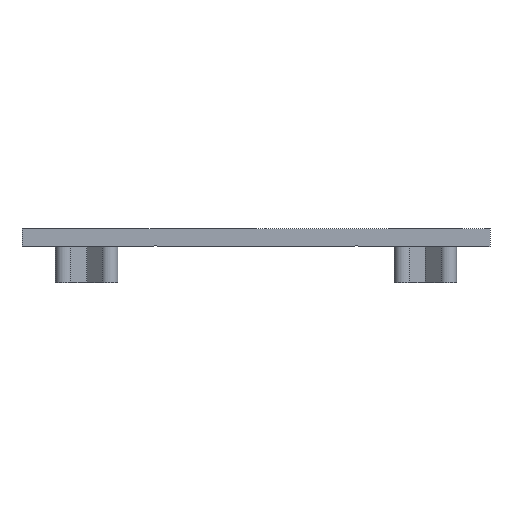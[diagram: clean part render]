
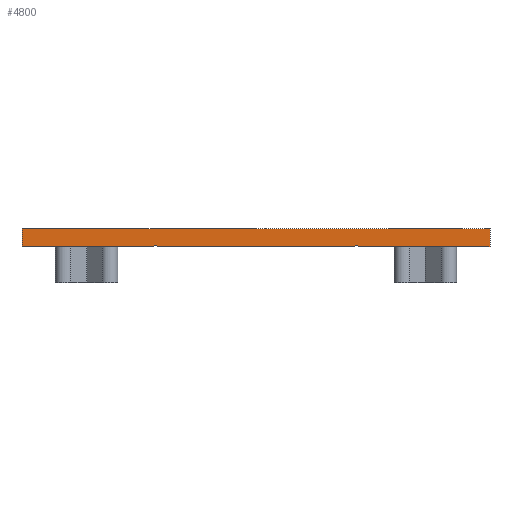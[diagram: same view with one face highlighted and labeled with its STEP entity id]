
A CAD part, left-side view. The second image highlights one B-rep face of the part: STEP entity #4800.
In plain terms, the highlighted planar face has unit normal (-1, 0, 0).
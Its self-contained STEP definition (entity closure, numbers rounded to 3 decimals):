
#18 = VECTOR ( 'NONE', #5147, 1000. ) ;
#97 = CARTESIAN_POINT ( 'NONE',  ( -13., -13., 0. ) ) ;
#310 = LINE ( 'NONE', #6069, #1396 ) ;
#370 = ORIENTED_EDGE ( 'NONE', *, *, #8816, .T. ) ;
#435 = VERTEX_POINT ( 'NONE', #7502 ) ;
#601 = VERTEX_POINT ( 'NONE', #2783 ) ;
#609 = CARTESIAN_POINT ( 'NONE',  ( -13., 5.6, 0.078 ) ) ;
#725 = CARTESIAN_POINT ( 'NONE',  ( -13., -13., 1. ) ) ;
#1160 = CARTESIAN_POINT ( 'NONE',  ( -13., 5.829, 0. ) ) ;
#1221 = EDGE_LOOP ( 'NONE', ( #5705, #7983, #11517, #4020, #12295, #4266, #12424, #6032, #5033, #370 ) ) ;
#1348 = VERTEX_POINT ( 'NONE', #10928 ) ;
#1396 = VECTOR ( 'NONE', #12701, 1000. ) ;
#1485 = CARTESIAN_POINT ( 'NONE',  ( -13., -5.829, 0. ) ) ;
#1676 = DIRECTION ( 'NONE',  ( 1., 0., 0. ) ) ;
#2069 = EDGE_CURVE ( 'NONE', #6172, #435, #10744, .T. ) ;
#2654 = LINE ( 'NONE', #725, #8611 ) ;
#2783 = CARTESIAN_POINT ( 'NONE',  ( -13., 5.371, 0. ) ) ;
#3047 = LINE ( 'NONE', #5506, #4631 ) ;
#3092 = DIRECTION ( 'NONE',  ( 0., -1., 0. ) ) ;
#3205 = EDGE_CURVE ( 'NONE', #9038, #1348, #12064, .T. ) ;
#3950 = DIRECTION ( 'NONE',  ( 0., 0.947, -0.321 ) ) ;
#4020 = ORIENTED_EDGE ( 'NONE', *, *, #10336, .F. ) ;
#4109 = CARTESIAN_POINT ( 'NONE',  ( -13., -13., 1. ) ) ;
#4266 = ORIENTED_EDGE ( 'NONE', *, *, #3205, .T. ) ;
#4276 = LINE ( 'NONE', #609, #8536 ) ;
#4631 = VECTOR ( 'NONE', #5468, 1000. ) ;
#4800 = ADVANCED_FACE ( 'NONE', ( #5932 ), #11516, .F. ) ;
#4954 = VERTEX_POINT ( 'NONE', #7597 ) ;
#5033 = ORIENTED_EDGE ( 'NONE', *, *, #12197, .F. ) ;
#5147 = DIRECTION ( 'NONE',  ( 0., -1., 0. ) ) ;
#5272 = LINE ( 'NONE', #97, #18 ) ;
#5326 = EDGE_CURVE ( 'NONE', #435, #7890, #5451, .T. ) ;
#5359 = VERTEX_POINT ( 'NONE', #6168 ) ;
#5451 = LINE ( 'NONE', #8564, #9229 ) ;
#5468 = DIRECTION ( 'NONE',  ( 0., -1., 0. ) ) ;
#5506 = CARTESIAN_POINT ( 'NONE',  ( -13., -13., 0. ) ) ;
#5557 = VERTEX_POINT ( 'NONE', #7978 ) ;
#5562 = DIRECTION ( 'NONE',  ( 0., 0., -1. ) ) ;
#5705 = ORIENTED_EDGE ( 'NONE', *, *, #5326, .F. ) ;
#5724 = DIRECTION ( 'NONE',  ( 0., 0., -1. ) ) ;
#5932 = FACE_OUTER_BOUND ( 'NONE', #1221, .T. ) ;
#6032 = ORIENTED_EDGE ( 'NONE', *, *, #10879, .F. ) ;
#6033 = CARTESIAN_POINT ( 'NONE',  ( -13., -5.371, 0. ) ) ;
#6069 = CARTESIAN_POINT ( 'NONE',  ( -13., -13., 1. ) ) ;
#6094 = VERTEX_POINT ( 'NONE', #4109 ) ;
#6168 = CARTESIAN_POINT ( 'NONE',  ( -13., 5.829, 0. ) ) ;
#6172 = VERTEX_POINT ( 'NONE', #9889 ) ;
#6460 = VECTOR ( 'NONE', #8105, 1000. ) ;
#7454 = DIRECTION ( 'NONE',  ( 0., 0.947, 0.321 ) ) ;
#7502 = CARTESIAN_POINT ( 'NONE',  ( -13., -5.6, 0.078 ) ) ;
#7597 = CARTESIAN_POINT ( 'NONE',  ( -13., -13., 0. ) ) ;
#7890 = VERTEX_POINT ( 'NONE', #6033 ) ;
#7978 = CARTESIAN_POINT ( 'NONE',  ( -13., 5.6, 0.078 ) ) ;
#7983 = ORIENTED_EDGE ( 'NONE', *, *, #2069, .F. ) ;
#8042 = CARTESIAN_POINT ( 'NONE',  ( -13., -13., 0. ) ) ;
#8105 = DIRECTION ( 'NONE',  ( 0., 0., -1. ) ) ;
#8369 = AXIS2_PLACEMENT_3D ( 'NONE', #11424, #1676, #5724 ) ;
#8536 = VECTOR ( 'NONE', #10541, 1000. ) ;
#8564 = CARTESIAN_POINT ( 'NONE',  ( -13., -5.6, 0.078 ) ) ;
#8611 = VECTOR ( 'NONE', #5562, 1000. ) ;
#8816 = EDGE_CURVE ( 'NONE', #601, #7890, #5272, .T. ) ;
#9038 = VERTEX_POINT ( 'NONE', #12247 ) ;
#9229 = VECTOR ( 'NONE', #10536, 1000. ) ;
#9664 = VECTOR ( 'NONE', #7454, 1000. ) ;
#9889 = CARTESIAN_POINT ( 'NONE',  ( -13., -5.829, 0. ) ) ;
#10336 = EDGE_CURVE ( 'NONE', #6094, #4954, #2654, .T. ) ;
#10405 = VECTOR ( 'NONE', #3092, 1000. ) ;
#10536 = DIRECTION ( 'NONE',  ( 0., 0.947, -0.321 ) ) ;
#10541 = DIRECTION ( 'NONE',  ( 0., 0.947, 0.321 ) ) ;
#10744 = LINE ( 'NONE', #1485, #9664 ) ;
#10873 = EDGE_CURVE ( 'NONE', #9038, #6094, #310, .T. ) ;
#10879 = EDGE_CURVE ( 'NONE', #5557, #5359, #12263, .T. ) ;
#10928 = CARTESIAN_POINT ( 'NONE',  ( -13., 13., 0. ) ) ;
#11048 = VECTOR ( 'NONE', #3950, 1000. ) ;
#11162 = LINE ( 'NONE', #8042, #10405 ) ;
#11424 = CARTESIAN_POINT ( 'NONE',  ( -13., -13., 1. ) ) ;
#11455 = EDGE_CURVE ( 'NONE', #1348, #5359, #11162, .T. ) ;
#11516 = PLANE ( 'NONE',  #8369 ) ;
#11517 = ORIENTED_EDGE ( 'NONE', *, *, #11724, .T. ) ;
#11724 = EDGE_CURVE ( 'NONE', #6172, #4954, #3047, .T. ) ;
#11978 = CARTESIAN_POINT ( 'NONE',  ( -13., 13., 1. ) ) ;
#12064 = LINE ( 'NONE', #11978, #6460 ) ;
#12197 = EDGE_CURVE ( 'NONE', #601, #5557, #4276, .T. ) ;
#12247 = CARTESIAN_POINT ( 'NONE',  ( -13., 13., 1. ) ) ;
#12263 = LINE ( 'NONE', #1160, #11048 ) ;
#12295 = ORIENTED_EDGE ( 'NONE', *, *, #10873, .F. ) ;
#12424 = ORIENTED_EDGE ( 'NONE', *, *, #11455, .T. ) ;
#12701 = DIRECTION ( 'NONE',  ( 0., -1., 0. ) ) ;
